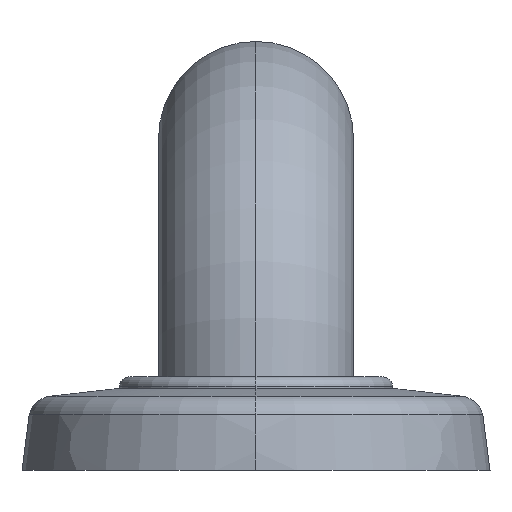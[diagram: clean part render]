
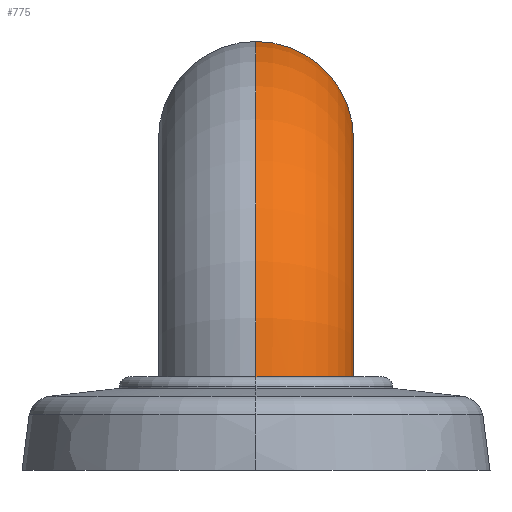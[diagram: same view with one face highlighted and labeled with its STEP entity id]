
A CAD part, left-side view. The second image highlights one B-rep face of the part: STEP entity #775.
In plain terms, the highlighted toroidal (fillet/blend) face has major radius 41.275 mm and minor radius 15.875 mm.
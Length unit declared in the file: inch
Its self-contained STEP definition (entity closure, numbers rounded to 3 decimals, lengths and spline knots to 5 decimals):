
#218=CARTESIAN_POINT('',(-16.375,0.,2.125));
#219=DIRECTION('',(1.,0.,0.));
#220=DIRECTION('',(0.,0.,1.));
#221=AXIS2_PLACEMENT_3D('',#218,#219,#220);
#227=CARTESIAN_POINT('',(-16.375,0.,0.5));
#228=DIRECTION('',(0.,1.,0.));
#229=DIRECTION('',(-0.999,0.,0.044));
#230=AXIS2_PLACEMENT_3D('',#227,#228,#229);
#232=CARTESIAN_POINT('',(-17.36999,0.,0.6));
#269=CARTESIAN_POINT('',(-18.62278,0.,0.6));
#271=CARTESIAN_POINT('',(-18.62278,0.,0.6));
#272=CARTESIAN_POINT('',(-18.62278,-0.01873,0.6));
#273=CARTESIAN_POINT('',(-18.6211,-0.05601,0.6));
#274=CARTESIAN_POINT('',(-18.61356,-0.11171,0.6));
#275=CARTESIAN_POINT('',(-18.60108,-0.16637,0.6));
#276=CARTESIAN_POINT('',(-18.58369,-0.21984,0.6));
#277=CARTESIAN_POINT('',(-18.56166,-0.27138,0.6));
#278=CARTESIAN_POINT('',(-18.53499,-0.32091,0.6));
#279=CARTESIAN_POINT('',(-18.50409,-0.36768,0.6));
#280=CARTESIAN_POINT('',(-18.469,-0.41167,0.6));
#281=CARTESIAN_POINT('',(-18.43022,-0.4522,0.6));
#282=CARTESIAN_POINT('',(-18.38784,-0.48921,0.6));
#283=CARTESIAN_POINT('',(-18.34238,-0.52221,0.6));
#284=CARTESIAN_POINT('',(-18.2941,-0.55104,0.6));
#285=CARTESIAN_POINT('',(-18.24339,-0.57544,0.6));
#286=CARTESIAN_POINT('',(-18.19076,-0.59517,0.6));
#287=CARTESIAN_POINT('',(-18.13643,-0.61015,0.6));
#288=CARTESIAN_POINT('',(-18.08113,-0.62017,0.6));
#289=CARTESIAN_POINT('',(-18.02494,-0.62522,0.6));
#290=CARTESIAN_POINT('',(-17.96872,-0.62521,0.6));
#291=CARTESIAN_POINT('',(-17.9125,-0.62015,0.6));
#292=CARTESIAN_POINT('',(-17.85714,-0.6101,0.6));
#293=CARTESIAN_POINT('',(-17.80272,-0.59509,0.6));
#294=CARTESIAN_POINT('',(-17.75,-0.57531,0.6));
#295=CARTESIAN_POINT('',(-17.69917,-0.55085,0.6));
#296=CARTESIAN_POINT('',(-17.65077,-0.52195,0.6));
#297=CARTESIAN_POINT('',(-17.60519,-0.48887,0.6));
#298=CARTESIAN_POINT('',(-17.56271,-0.45179,0.6));
#299=CARTESIAN_POINT('',(-17.52385,-0.41118,0.6));
#300=CARTESIAN_POINT('',(-17.48869,-0.36714,0.6));
#301=CARTESIAN_POINT('',(-17.45776,-0.32034,0.6));
#302=CARTESIAN_POINT('',(-17.43107,-0.27082,0.6));
#303=CARTESIAN_POINT('',(-17.40903,-0.21933,0.6));
#304=CARTESIAN_POINT('',(-17.39166,-0.16594,0.6));
#305=CARTESIAN_POINT('',(-17.3792,-0.11141,0.6));
#306=CARTESIAN_POINT('',(-17.37166,-0.05586,0.6));
#307=CARTESIAN_POINT('',(-17.36999,-0.01867,0.6));
#308=CARTESIAN_POINT('',(-17.36999,0.,0.6));
#428=CARTESIAN_POINT('',(-16.375,0.,0.5));
#429=DIRECTION('',(0.,1.,0.));
#430=DIRECTION('',(-0.995,0.,0.1));
#431=AXIS2_PLACEMENT_3D('',#428,#429,#430);
#498=CARTESIAN_POINT('',(-16.375,0.,1.5));
#499=CARTESIAN_POINT('',(-16.375,0.,2.75));
#500=VERTEX_POINT('',#498);
#501=VERTEX_POINT('',#499);
#508=VERTEX_POINT('',#232);
#509=VERTEX_POINT('',#269);
#761=CARTESIAN_POINT('',(-16.375,0.,0.5));
#762=DIRECTION('',(0.,1.,0.));
#763=DIRECTION('',(1.,0.,0.));
#764=AXIS2_PLACEMENT_3D('',#761,#762,#763);
#765=TOROIDAL_SURFACE('',#764,1.625,0.625);
#767=ORIENTED_EDGE('',*,*,#766,.F.);
#769=ORIENTED_EDGE('',*,*,#768,.T.);
#770=ORIENTED_EDGE('',*,*,#751,.T.);
#772=ORIENTED_EDGE('',*,*,#771,.F.);
#773=EDGE_LOOP('',(#767,#769,#770,#772));
#774=FACE_OUTER_BOUND('',#773,.F.);
#775=ADVANCED_FACE('',(#774),#765,.T.);
#222=CIRCLE('',#221,0.625);
#231=CIRCLE('',#230,2.25);
#309=B_SPLINE_CURVE_WITH_KNOTS('',3,(#271,#272,#273,#274,#275,#276,#277,#278,
#279,#280,#281,#282,#283,#284,#285,#286,#287,#288,#289,#290,#291,#292,#293,#294,
#295,#296,#297,#298,#299,#300,#301,#302,#303,#304,#305,#306,#307,#308),
.UNSPECIFIED.,.F.,.F.,(4,1,1,1,1,1,1,1,1,1,1,1,1,1,1,1,1,1,1,1,1,1,1,1,1,1,1,1,
1,1,1,1,1,1,1,4),(0.,0.02857,0.05714,0.08571,
0.11429,0.14286,0.17143,0.2,0.22857,
0.25714,0.28571,0.31429,0.34286,
0.37143,0.4,0.42857,0.45714,0.48571,
0.51429,0.54286,0.57143,0.6,0.62857,
0.65714,0.68571,0.71429,0.74286,
0.77143,0.8,0.82857,0.85714,0.88571,
0.91429,0.94286,0.97143,1.),.UNSPECIFIED.);
#432=CIRCLE('',#431,1.);
#751=EDGE_CURVE('',#501,#500,#222,.T.);
#766=EDGE_CURVE('',#509,#508,#309,.T.);
#768=EDGE_CURVE('',#509,#501,#231,.T.);
#771=EDGE_CURVE('',#508,#500,#432,.T.);
